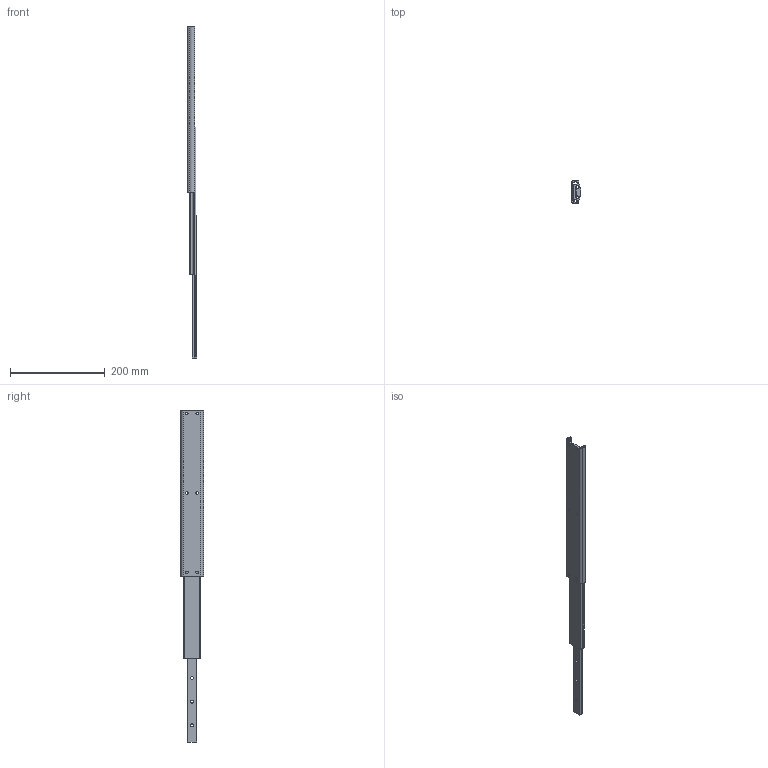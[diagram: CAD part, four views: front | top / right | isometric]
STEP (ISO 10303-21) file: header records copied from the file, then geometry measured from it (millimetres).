
FILE_DESCRIPTION (( 'STEP AP214' ), '1' );
FILE_NAME ('Telescopic-5030-350-Rollco.step', '2023-11-07T13:22:42', ( '' ), ( '' ), 'SwSTEP 2.0', 'SolidWorks 2010', '' );
FILE_SCHEMA (( 'AUTOMOTIVE_DESIGN' ));
Length unit declared in the file: millimetre
Products named in the file (4): Slide-Outer-5030-Rollco_Slide-Outer-5030-350-Widney; Slide-Middle-5030-Rollco_Slide-Middle-5030-350-Widney; Slide-Inner-5030-Rollco_Slide-Inner-5030-350-Widney; Telescopic-5030-350-Rollco
Assembly tree (3 placements, depth 2):
  Telescopic-5030-350-Rollco
    Slide-Middle-5030-Rollco_Slide-Middle-5030-350-Widney
    Slide-Inner-5030-Rollco_Slide-Inner-5030-350-Widney
    Slide-Outer-5030-Rollco_Slide-Outer-5030-350-Widney
Bounding box: 19.75 x 49.77 x 700 mm (x, y, z)
Volume: 179707.4 mm3; surface area: 105965.4 mm2
Topology: 3 solids, 3 shells, 98 faces, 268 edges, 176 vertices
Faces by surface type: cylinder 56, plane 34, cone 8
Entity records: 3350 total; most frequent: DIRECTION 596, CARTESIAN_POINT 548, ORIENTED_EDGE 536, EDGE_CURVE 268, AXIS2_PLACEMENT_3D 224, VERTEX_POINT 176, LINE 148, VECTOR 148
